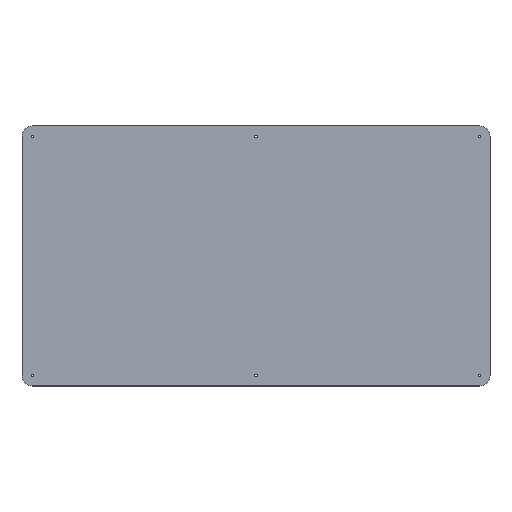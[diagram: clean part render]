
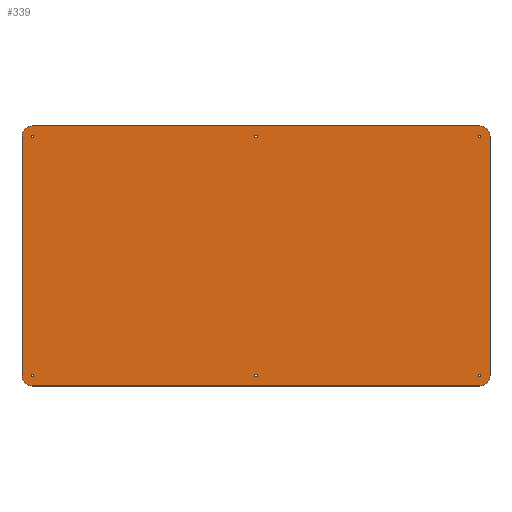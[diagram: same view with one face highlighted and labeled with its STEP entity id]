
A CAD part, top view. The second image highlights one B-rep face of the part: STEP entity #339.
In plain terms, the highlighted planar face has unit normal (0, 0, 1).
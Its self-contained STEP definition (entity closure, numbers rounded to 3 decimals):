
#18=FACE_BOUND('',#67,.T.);
#19=FACE_BOUND('',#68,.T.);
#20=FACE_BOUND('',#69,.T.);
#21=FACE_BOUND('',#70,.T.);
#22=FACE_BOUND('',#71,.T.);
#23=FACE_BOUND('',#72,.T.);
#34=PLANE('',#398);
#50=FACE_OUTER_BOUND('',#66,.T.);
#66=EDGE_LOOP('',(#270,#271,#272,#273,#274,#275,#276,#277));
#67=EDGE_LOOP('',(#278));
#68=EDGE_LOOP('',(#279));
#69=EDGE_LOOP('',(#280));
#70=EDGE_LOOP('',(#281));
#71=EDGE_LOOP('',(#282));
#72=EDGE_LOOP('',(#283));
#89=LINE('',#546,#111);
#93=LINE('',#558,#115);
#97=LINE('',#570,#119);
#101=LINE('',#580,#123);
#111=VECTOR('',#455,10.);
#115=VECTOR('',#467,10.);
#119=VECTOR('',#479,10.);
#123=VECTOR('',#491,10.);
#124=CIRCLE('',#365,1.23);
#126=CIRCLE('',#368,1.23);
#128=CIRCLE('',#371,1.23);
#130=CIRCLE('',#374,1.23);
#132=CIRCLE('',#377,1.23);
#134=CIRCLE('',#380,1.23);
#137=CIRCLE('',#384,10.);
#139=CIRCLE('',#388,10.);
#141=CIRCLE('',#392,10.);
#143=CIRCLE('',#396,10.);
#144=VERTEX_POINT('',#498);
#146=VERTEX_POINT('',#504);
#148=VERTEX_POINT('',#510);
#150=VERTEX_POINT('',#516);
#152=VERTEX_POINT('',#522);
#154=VERTEX_POINT('',#528);
#158=VERTEX_POINT('',#537);
#159=VERTEX_POINT('',#539);
#161=VERTEX_POINT('',#545);
#163=VERTEX_POINT('',#551);
#165=VERTEX_POINT('',#557);
#167=VERTEX_POINT('',#563);
#169=VERTEX_POINT('',#569);
#171=VERTEX_POINT('',#575);
#172=EDGE_CURVE('',#144,#144,#124,.T.);
#175=EDGE_CURVE('',#146,#146,#126,.T.);
#178=EDGE_CURVE('',#148,#148,#128,.T.);
#181=EDGE_CURVE('',#150,#150,#130,.T.);
#184=EDGE_CURVE('',#152,#152,#132,.T.);
#187=EDGE_CURVE('',#154,#154,#134,.T.);
#192=EDGE_CURVE('',#159,#158,#137,.T.);
#195=EDGE_CURVE('',#161,#159,#89,.T.);
#198=EDGE_CURVE('',#163,#161,#139,.T.);
#201=EDGE_CURVE('',#165,#163,#93,.T.);
#204=EDGE_CURVE('',#167,#165,#141,.T.);
#207=EDGE_CURVE('',#169,#167,#97,.T.);
#210=EDGE_CURVE('',#171,#169,#143,.T.);
#213=EDGE_CURVE('',#158,#171,#101,.T.);
#270=ORIENTED_EDGE('',*,*,#213,.T.);
#271=ORIENTED_EDGE('',*,*,#210,.T.);
#272=ORIENTED_EDGE('',*,*,#207,.T.);
#273=ORIENTED_EDGE('',*,*,#204,.T.);
#274=ORIENTED_EDGE('',*,*,#201,.T.);
#275=ORIENTED_EDGE('',*,*,#198,.T.);
#276=ORIENTED_EDGE('',*,*,#195,.T.);
#277=ORIENTED_EDGE('',*,*,#192,.T.);
#278=ORIENTED_EDGE('',*,*,#172,.T.);
#279=ORIENTED_EDGE('',*,*,#175,.T.);
#280=ORIENTED_EDGE('',*,*,#178,.T.);
#281=ORIENTED_EDGE('',*,*,#181,.T.);
#282=ORIENTED_EDGE('',*,*,#184,.T.);
#283=ORIENTED_EDGE('',*,*,#187,.T.);
#339=ADVANCED_FACE('',(#50,#18,#19,#20,#21,#22,#23),#34,.T.);
#365=AXIS2_PLACEMENT_3D('',#499,#404,#405);
#368=AXIS2_PLACEMENT_3D('',#505,#411,#412);
#371=AXIS2_PLACEMENT_3D('',#511,#418,#419);
#374=AXIS2_PLACEMENT_3D('',#517,#425,#426);
#377=AXIS2_PLACEMENT_3D('',#523,#432,#433);
#380=AXIS2_PLACEMENT_3D('',#529,#439,#440);
#384=AXIS2_PLACEMENT_3D('',#540,#449,#450);
#388=AXIS2_PLACEMENT_3D('',#552,#461,#462);
#392=AXIS2_PLACEMENT_3D('',#564,#473,#474);
#396=AXIS2_PLACEMENT_3D('',#576,#485,#486);
#398=AXIS2_PLACEMENT_3D('',#581,#492,#493);
#404=DIRECTION('center_axis',(0.,0.,-1.));
#405=DIRECTION('ref_axis',(1.,0.,0.));
#411=DIRECTION('center_axis',(0.,0.,-1.));
#412=DIRECTION('ref_axis',(1.,0.,0.));
#418=DIRECTION('center_axis',(0.,0.,-1.));
#419=DIRECTION('ref_axis',(1.,0.,0.));
#425=DIRECTION('center_axis',(0.,0.,-1.));
#426=DIRECTION('ref_axis',(1.,0.,0.));
#432=DIRECTION('center_axis',(0.,0.,-1.));
#433=DIRECTION('ref_axis',(1.,0.,0.));
#439=DIRECTION('center_axis',(0.,0.,-1.));
#440=DIRECTION('ref_axis',(1.,0.,0.));
#449=DIRECTION('center_axis',(0.,0.,1.));
#450=DIRECTION('ref_axis',(1.,0.,0.));
#455=DIRECTION('',(0.,1.,0.));
#461=DIRECTION('center_axis',(0.,0.,1.));
#462=DIRECTION('ref_axis',(0.,-1.,0.));
#467=DIRECTION('',(1.,0.,0.));
#473=DIRECTION('center_axis',(0.,0.,1.));
#474=DIRECTION('ref_axis',(-1.,0.,0.));
#479=DIRECTION('',(0.,-1.,0.));
#485=DIRECTION('center_axis',(0.,0.,1.));
#486=DIRECTION('ref_axis',(0.,1.,0.));
#491=DIRECTION('',(-1.,0.,0.));
#492=DIRECTION('center_axis',(0.,0.,1.));
#493=DIRECTION('ref_axis',(1.,0.,0.));
#498=CARTESIAN_POINT('',(-1.229,-115.,5.));
#499=CARTESIAN_POINT('Origin',(0.,-115.,5.));
#504=CARTESIAN_POINT('',(-216.23,-115.,5.));
#505=CARTESIAN_POINT('Origin',(-215.,-115.,5.));
#510=CARTESIAN_POINT('',(213.771,-115.,5.));
#511=CARTESIAN_POINT('Origin',(215.,-115.,5.));
#516=CARTESIAN_POINT('',(213.771,115.,5.));
#517=CARTESIAN_POINT('Origin',(215.,115.,5.));
#522=CARTESIAN_POINT('',(-1.23,115.,5.));
#523=CARTESIAN_POINT('Origin',(0.,115.,5.));
#528=CARTESIAN_POINT('',(-216.23,115.,5.));
#529=CARTESIAN_POINT('Origin',(-215.,115.,5.));
#537=CARTESIAN_POINT('',(215.,125.,5.));
#539=CARTESIAN_POINT('',(225.,115.,5.));
#540=CARTESIAN_POINT('Origin',(215.,115.,5.));
#545=CARTESIAN_POINT('',(225.,-115.,5.));
#546=CARTESIAN_POINT('',(225.,-115.,5.));
#551=CARTESIAN_POINT('',(215.,-125.,5.));
#552=CARTESIAN_POINT('Origin',(215.,-115.,5.));
#557=CARTESIAN_POINT('',(-215.,-125.,5.));
#558=CARTESIAN_POINT('',(-215.,-125.,5.));
#563=CARTESIAN_POINT('',(-225.,-115.,5.));
#564=CARTESIAN_POINT('Origin',(-215.,-115.,5.));
#569=CARTESIAN_POINT('',(-225.,115.,5.));
#570=CARTESIAN_POINT('',(-225.,115.,5.));
#575=CARTESIAN_POINT('',(-215.,125.,5.));
#576=CARTESIAN_POINT('Origin',(-215.,115.,5.));
#580=CARTESIAN_POINT('',(215.,125.,5.));
#581=CARTESIAN_POINT('Origin',(0.,0.,
5.));
